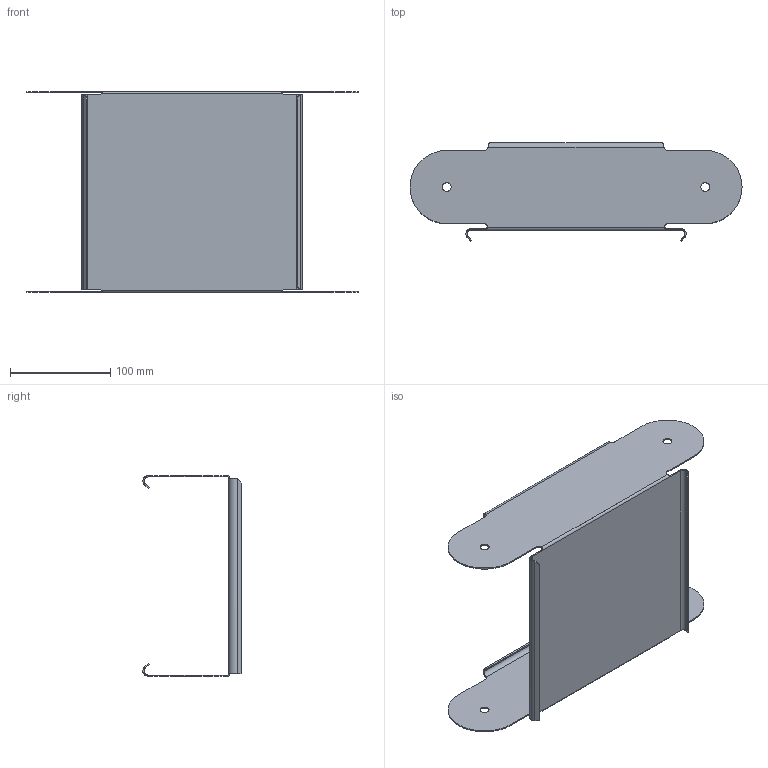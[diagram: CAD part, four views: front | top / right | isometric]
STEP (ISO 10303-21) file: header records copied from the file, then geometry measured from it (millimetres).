
FILE_DESCRIPTION((''),'2;1');
FILE_NAME('7080204_ASM','2013-12-16T',('AndreasKeweloh'),(''),'PRO/ENGINEER BY PARAMETRIC TECHNOLOGY CORPORATION, 2012360','PRO/ENGINEER BY PARAMETRIC TECHNOLOGY CORPORATION, 2012360','');
FILE_SCHEMA(('CONFIG_CONTROL_DESIGN'));
Length unit declared in the file: millimetre
Products named in the file (2): 7080204_VERT_GELENKBOGEN_E; 7080204_ASM
Assembly tree (1 placements, depth 2):
  7080204_ASM
    7080204_VERT_GELENKBOGEN_E
Bounding box: 331 x 97.98 x 200 mm (x, y, z)
Volume: 126883.9 mm3; surface area: 205290.4 mm2
Topology: 1 solids, 1 shells, 93 faces, 231 edges, 140 vertices
Faces by surface type: plane 42, cylinder 40, bspline 11
Entity records: 3520 total; most frequent: CARTESIAN_POINT 1268, ORIENTED_EDGE 462, DIRECTION 444, EDGE_CURVE 231, AXIS2_PLACEMENT_3D 151, VECTOR 142, LINE 142, VERTEX_POINT 140
